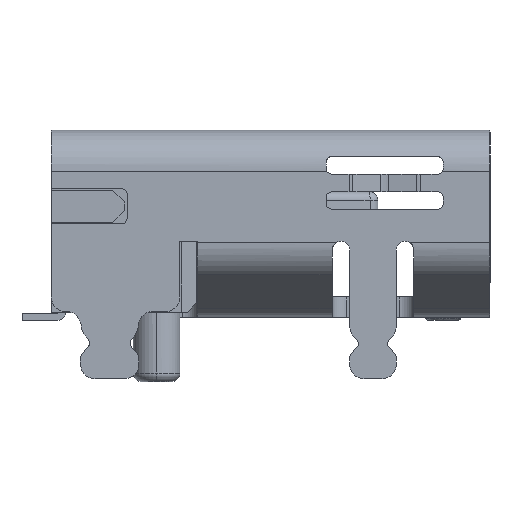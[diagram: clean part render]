
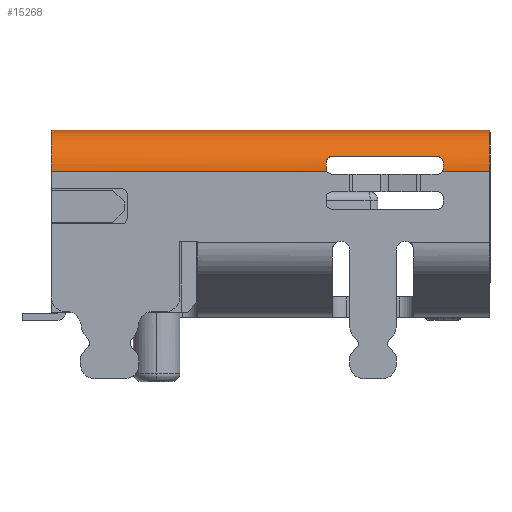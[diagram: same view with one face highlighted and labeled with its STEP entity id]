
A CAD part, left-side view. The second image highlights one B-rep face of the part: STEP entity #15268.
In plain terms, the highlighted cylindrical face has radius 0.7 mm (diameter 1.4 mm), a partial arc.
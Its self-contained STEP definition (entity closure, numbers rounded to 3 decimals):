
#1268=CARTESIAN_POINT('',(-17.9,-94.4,5.55));
#1269=DIRECTION('',(0.,1.,0.));
#1270=DIRECTION('',(-1.,0.,0.));
#1271=AXIS2_PLACEMENT_3D('',#1268,#1269,#1270);
#2099=CARTESIAN_POINT('',(-17.9,-93.6,5.55));
#2100=DIRECTION('',(0.,-1.,0.));
#2101=DIRECTION('',(-0.977,0.,0.214));
#2102=AXIS2_PLACEMENT_3D('',#2099,#2100,#2101);
#2104=CARTESIAN_POINT('',(-18.584,-93.6,5.7));
#2105=CARTESIAN_POINT('',(-18.581,-93.6,5.711));
#2106=CARTESIAN_POINT('',(-18.576,-93.597,
5.732));
#2107=CARTESIAN_POINT('',(-18.568,-93.581,
5.761));
#2108=CARTESIAN_POINT('',(-18.56,-93.559,
5.783));
#2109=CARTESIAN_POINT('',(-18.555,-93.529,
5.797));
#2110=CARTESIAN_POINT('',(-18.554,-93.51,5.8));
#2111=CARTESIAN_POINT('',(-18.554,-93.5,5.8));
#2113=DIRECTION('',(0.,1.,0.));
#2114=VECTOR('',#2113,1.8);
#2115=CARTESIAN_POINT('',(-18.554,-93.5,5.8));
#2116=LINE('',#2115,#2114);
#2117=DIRECTION('',(0.,1.,0.));
#2118=VECTOR('',#2117,4.713);
#2119=CARTESIAN_POINT('',(-18.6,-91.613,5.55));
#2120=LINE('',#2119,#2118);
#2121=DIRECTION('',(0.,1.,0.));
#2122=VECTOR('',#2121,0.813);
#2123=CARTESIAN_POINT('',(-18.6,-94.4,5.55));
#2124=LINE('',#2123,#2122);
#2125=CARTESIAN_POINT('',(-18.6,-93.587,5.55));
#2126=CARTESIAN_POINT('',(-18.6,-93.59,5.555));
#2127=CARTESIAN_POINT('',(-18.6,-93.594,
5.566));
#2128=CARTESIAN_POINT('',(-18.599,-93.599,
5.583));
#2129=CARTESIAN_POINT('',(-18.599,-93.6,5.594));
#2130=CARTESIAN_POINT('',(-18.598,-93.6,5.6));
#2149=CARTESIAN_POINT('',(-18.584,-91.6,5.7));
#2150=CARTESIAN_POINT('',(-18.581,-91.6,5.711));
#2151=CARTESIAN_POINT('',(-18.576,-91.603,
5.732));
#2152=CARTESIAN_POINT('',(-18.568,-91.618,
5.761));
#2153=CARTESIAN_POINT('',(-18.56,-91.64,
5.782));
#2154=CARTESIAN_POINT('',(-18.555,-91.67,
5.797));
#2155=CARTESIAN_POINT('',(-18.554,-91.69,5.8));
#2156=CARTESIAN_POINT('',(-18.554,-91.7,5.8));
#2167=CARTESIAN_POINT('',(-17.9,-91.6,5.55));
#2168=DIRECTION('',(0.,1.,0.));
#2169=DIRECTION('',(-0.997,0.,0.071));
#2170=AXIS2_PLACEMENT_3D('',#2167,#2168,#2169);
#2187=CARTESIAN_POINT('',(-18.6,-91.613,5.55));
#2188=CARTESIAN_POINT('',(-18.6,-91.61,5.555));
#2189=CARTESIAN_POINT('',(-18.6,-91.605,
5.566));
#2190=CARTESIAN_POINT('',(-18.599,-91.601,
5.582));
#2191=CARTESIAN_POINT('',(-18.599,-91.6,5.594));
#2192=CARTESIAN_POINT('',(-18.598,-91.6,5.6));
#2203=CARTESIAN_POINT('',(-17.9,-86.9,5.55));
#2204=DIRECTION('',(0.,-1.,0.));
#2205=DIRECTION('',(0.,0.,1.));
#2206=AXIS2_PLACEMENT_3D('',#2203,#2204,#2205);
#8066=DIRECTION('',(0.,1.,0.));
#8067=VECTOR('',#8066,7.5);
#8068=CARTESIAN_POINT('',(-17.9,-94.4,6.25));
#8069=LINE('',#8068,#8067);
#9693=CARTESIAN_POINT('',(-18.6,-94.4,5.55));
#9694=VERTEX_POINT('',#9693);
#9695=CARTESIAN_POINT('',(-17.9,-94.4,6.25));
#9696=VERTEX_POINT('',#9695);
#9944=CARTESIAN_POINT('',(-18.6,-93.587,5.55));
#9945=VERTEX_POINT('',#9944);
#10058=CARTESIAN_POINT('',(-18.6,-86.9,5.55));
#10060=VERTEX_POINT('',#10058);
#10062=CARTESIAN_POINT('',(-18.6,-91.613,5.55));
#10064=VERTEX_POINT('',#10062);
#10067=CARTESIAN_POINT('',(-18.598,-93.6,5.6));
#10068=VERTEX_POINT('',#10067);
#10080=CARTESIAN_POINT('',(-18.584,-93.6,5.7));
#10081=VERTEX_POINT('',#10080);
#10082=CARTESIAN_POINT('',(-18.554,-93.5,5.8));
#10083=VERTEX_POINT('',#10082);
#10084=CARTESIAN_POINT('',(-18.554,-91.7,5.8));
#10085=VERTEX_POINT('',#10084);
#10086=CARTESIAN_POINT('',(-17.9,-86.9,6.25));
#10087=VERTEX_POINT('',#10086);
#10088=CARTESIAN_POINT('',(-18.584,-91.6,5.7));
#10089=VERTEX_POINT('',#10088);
#10090=CARTESIAN_POINT('',(-18.598,-91.6,5.6));
#10091=VERTEX_POINT('',#10090);
#15244=CARTESIAN_POINT('',(-17.9,-94.55,5.55));
#15245=DIRECTION('',(0.,1.,0.));
#15246=DIRECTION('',(-1.,0.,0.));
#15247=AXIS2_PLACEMENT_3D('',#15244,#15245,#15246);
#15248=CYLINDRICAL_SURFACE('',#15247,0.7);
#15249=ORIENTED_EDGE('',*,*,#15232,.F.);
#15250=ORIENTED_EDGE('',*,*,#15212,.T.);
#15251=ORIENTED_EDGE('',*,*,#15191,.T.);
#15253=ORIENTED_EDGE('',*,*,#15252,.F.);
#15255=ORIENTED_EDGE('',*,*,#15254,.F.);
#15257=ORIENTED_EDGE('',*,*,#15256,.F.);
#15258=ORIENTED_EDGE('',*,*,#14997,.T.);
#15260=ORIENTED_EDGE('',*,*,#15259,.F.);
#15262=ORIENTED_EDGE('',*,*,#15261,.F.);
#15263=ORIENTED_EDGE('',*,*,#14229,.F.);
#15264=ORIENTED_EDGE('',*,*,#14876,.T.);
#15265=ORIENTED_EDGE('',*,*,#15133,.T.);
#15266=EDGE_LOOP('',(#15249,#15250,#15251,#15253,#15255,#15257,#15258,#15260,
#15262,#15263,#15264,#15265));
#15267=FACE_OUTER_BOUND('',#15266,.F.);
#15268=ADVANCED_FACE('',(#15267),#15248,.T.);
#1272=CIRCLE('',#1271,0.7);
#2103=CIRCLE('',#2102,0.7);
#2112=B_SPLINE_CURVE_WITH_KNOTS('',3,(#2104,#2105,#2106,#2107,#2108,#2109,#2110,
#2111),.UNSPECIFIED.,.F.,.F.,(4,1,1,1,1,4),(0.,0.2,0.4,0.6,0.8,1.),
.UNSPECIFIED.);
#2131=B_SPLINE_CURVE_WITH_KNOTS('',3,(#2125,#2126,#2127,#2128,#2129,#2130),
.UNSPECIFIED.,.F.,.F.,(4,1,1,4),(0.,0.333,0.667,1.),
.UNSPECIFIED.);
#2157=B_SPLINE_CURVE_WITH_KNOTS('',3,(#2149,#2150,#2151,#2152,#2153,#2154,#2155,
#2156),.UNSPECIFIED.,.F.,.F.,(4,1,1,1,1,4),(0.,0.2,0.4,0.6,0.8,1.),
.UNSPECIFIED.);
#2171=CIRCLE('',#2170,0.7);
#2193=B_SPLINE_CURVE_WITH_KNOTS('',3,(#2187,#2188,#2189,#2190,#2191,#2192),
.UNSPECIFIED.,.F.,.F.,(4,1,1,4),(0.,0.333,0.667,1.),
.UNSPECIFIED.);
#2207=CIRCLE('',#2206,0.7);
#14229=EDGE_CURVE('',#9694,#9696,#1272,.T.);
#14876=EDGE_CURVE('',#9694,#9945,#2124,.T.);
#14997=EDGE_CURVE('',#10064,#10060,#2120,.T.);
#15133=EDGE_CURVE('',#9945,#10068,#2131,.T.);
#15191=EDGE_CURVE('',#10083,#10085,#2116,.T.);
#15212=EDGE_CURVE('',#10081,#10083,#2112,.T.);
#15232=EDGE_CURVE('',#10081,#10068,#2103,.T.);
#15252=EDGE_CURVE('',#10089,#10085,#2157,.T.);
#15254=EDGE_CURVE('',#10091,#10089,#2171,.T.);
#15256=EDGE_CURVE('',#10064,#10091,#2193,.T.);
#15259=EDGE_CURVE('',#10087,#10060,#2207,.T.);
#15261=EDGE_CURVE('',#9696,#10087,#8069,.T.);
